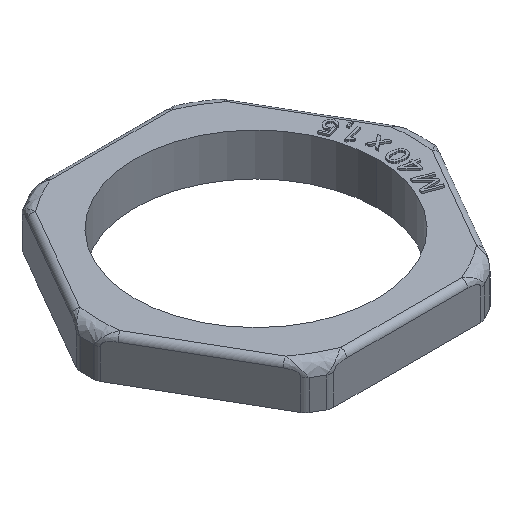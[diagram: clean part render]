
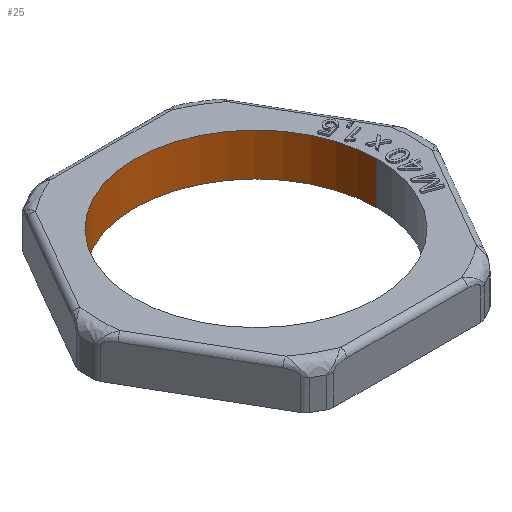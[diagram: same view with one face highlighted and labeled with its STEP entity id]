
A CAD part, isometric view. The second image highlights one B-rep face of the part: STEP entity #25.
In plain terms, the highlighted free-form (B-spline) face has degree [1, 2] with [2, 5] control points.
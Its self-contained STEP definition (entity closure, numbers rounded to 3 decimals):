
#25=ADVANCED_FACE('',(#267),#4086,.T.);
#267=FACE_OUTER_BOUND('',#509,.T.);
#509=EDGE_LOOP('',(#762,#763,#764,#765));
#762=ORIENTED_EDGE('',*,*,#2100,.F.);
#763=ORIENTED_EDGE('',*,*,#2101,.T.);
#764=ORIENTED_EDGE('',*,*,#2102,.T.);
#765=ORIENTED_EDGE('',*,*,#2766,.F.);
#2100=EDGE_CURVE('',#3438,#3874,#3378,.T.);
#2101=EDGE_CURVE('',#3438,#3439,#3379,.T.);
#2102=EDGE_CURVE('',#3439,#3875,#3380,.T.);
#2766=EDGE_CURVE('',#3874,#3875,#3435,.T.);
#3378=(
BOUNDED_CURVE()
B_SPLINE_CURVE(2,(#6770,#6771,#6772,#6773,#6774),.UNSPECIFIED.,.F.,.F.)
B_SPLINE_CURVE_WITH_KNOTS((3,2,3),(0.,31.416,62.832),
 .UNSPECIFIED.)
CURVE()
GEOMETRIC_REPRESENTATION_ITEM()
RATIONAL_B_SPLINE_CURVE((1.,0.707,1.,0.707,1.))
REPRESENTATION_ITEM('')
);
#3379=(
BOUNDED_CURVE()
B_SPLINE_CURVE(1,(#6775,#6776),.UNSPECIFIED.,.F.,.F.)
B_SPLINE_CURVE_WITH_KNOTS((2,2),(0.,7.),.UNSPECIFIED.)
CURVE()
GEOMETRIC_REPRESENTATION_ITEM()
RATIONAL_B_SPLINE_CURVE((1.,1.))
REPRESENTATION_ITEM('')
);
#3380=(
BOUNDED_CURVE()
B_SPLINE_CURVE(2,(#6777,#6778,#6779,#6780,#6781),.UNSPECIFIED.,.F.,.F.)
B_SPLINE_CURVE_WITH_KNOTS((3,2,3),(0.,31.416,62.832),
 .UNSPECIFIED.)
CURVE()
GEOMETRIC_REPRESENTATION_ITEM()
RATIONAL_B_SPLINE_CURVE((1.,0.707,1.,0.707,1.))
REPRESENTATION_ITEM('')
);
#3435=(
BOUNDED_CURVE()
B_SPLINE_CURVE(1,(#8282,#8283),.UNSPECIFIED.,.F.,.F.)
B_SPLINE_CURVE_WITH_KNOTS((2,2),(0.,7.),.UNSPECIFIED.)
CURVE()
GEOMETRIC_REPRESENTATION_ITEM()
RATIONAL_B_SPLINE_CURVE((1.,1.))
REPRESENTATION_ITEM('')
);
#3438=VERTEX_POINT('',#6332);
#3439=VERTEX_POINT('',#6333);
#3874=VERTEX_POINT('',#6768);
#3875=VERTEX_POINT('',#6769);
#4086=(
BOUNDED_SURFACE()
B_SPLINE_SURFACE(1,2,((#4608,#4609,#4610,#4611,#4612),(#4613,#4614,#4615,
#4616,#4617)),.UNSPECIFIED.,.F.,.F.,.F.)
B_SPLINE_SURFACE_WITH_KNOTS((2,2),(3,2,3),(0.,7.),(0.,31.416,
62.832),.UNSPECIFIED.)
GEOMETRIC_REPRESENTATION_ITEM()
RATIONAL_B_SPLINE_SURFACE(((1.,0.707,1.,0.707,
1.),(1.,0.707,1.,0.707,1.)))
REPRESENTATION_ITEM('')
SURFACE()
);
#4608=CARTESIAN_POINT('',(-6.636,0.215,0.));
#4609=CARTESIAN_POINT('',(-6.636,20.215,0.));
#4610=CARTESIAN_POINT('',(-26.636,20.215,0.));
#4611=CARTESIAN_POINT('',(-46.636,20.215,0.));
#4612=CARTESIAN_POINT('',(-46.636,0.215,0.));
#4613=CARTESIAN_POINT('',(-6.636,0.215,7.));
#4614=CARTESIAN_POINT('',(-6.636,20.215,7.));
#4615=CARTESIAN_POINT('',(-26.636,20.215,7.));
#4616=CARTESIAN_POINT('',(-46.636,20.215,7.));
#4617=CARTESIAN_POINT('',(-46.636,0.215,7.));
#6332=CARTESIAN_POINT('',(-6.636,0.215,0.));
#6333=CARTESIAN_POINT('',(-6.636,0.215,7.));
#6768=CARTESIAN_POINT('',(-46.636,0.215,0.));
#6769=CARTESIAN_POINT('',(-46.636,0.215,7.));
#6770=CARTESIAN_POINT('',(-6.636,0.215,0.));
#6771=CARTESIAN_POINT('',(-6.636,20.215,0.));
#6772=CARTESIAN_POINT('',(-26.636,20.215,0.));
#6773=CARTESIAN_POINT('',(-46.636,20.215,0.));
#6774=CARTESIAN_POINT('',(-46.636,0.215,0.));
#6775=CARTESIAN_POINT('',(-6.636,0.215,0.));
#6776=CARTESIAN_POINT('',(-6.636,0.215,7.));
#6777=CARTESIAN_POINT('',(-6.636,0.215,7.));
#6778=CARTESIAN_POINT('',(-6.636,20.215,7.));
#6779=CARTESIAN_POINT('',(-26.636,20.215,7.));
#6780=CARTESIAN_POINT('',(-46.636,20.215,7.));
#6781=CARTESIAN_POINT('',(-46.636,0.215,7.));
#8282=CARTESIAN_POINT('',(-46.636,0.215,0.));
#8283=CARTESIAN_POINT('',(-46.636,0.215,7.));
